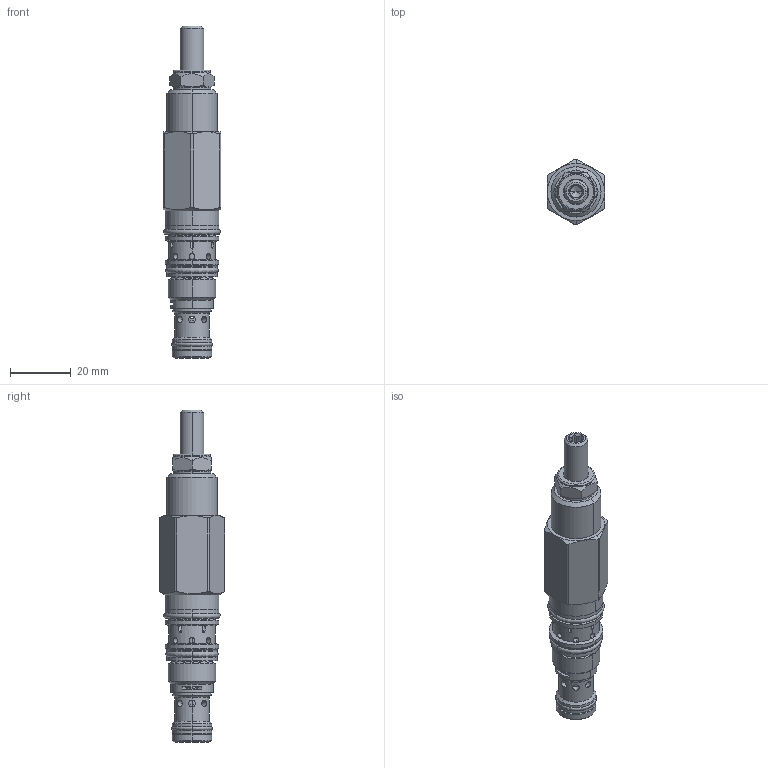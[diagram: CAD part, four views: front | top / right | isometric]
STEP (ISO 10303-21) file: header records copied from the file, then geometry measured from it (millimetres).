
FILE_DESCRIPTION((''),'2;1');
FILE_NAME('PRBB-LAN_PRT','2018-10-03T',('Administrator'),(''),'PRO/ENGINEER BY PARAMETRIC TECHNOLOGY CORPORATION, 2006240','PRO/ENGINEER BY PARAMETRIC TECHNOLOGY CORPORATION, 2006240','');
FILE_SCHEMA(('CONFIG_CONTROL_DESIGN'));
Length unit declared in the file: inch
Products named in the file (1): PRBB-LAN_PRT
Bounding box: 19.05 x 21.54 x 109.73 mm (x, y, z)
Volume: 16598.1 mm3; surface area: 13752.4 mm2
Topology: 6 solids, 6 shells, 609 faces, 1526 edges, 929 vertices
Faces by surface type: cylinder 288, plane 114, torus 98, cone 97, revolution 12
Entity records: 23420 total; most frequent: CARTESIAN_POINT 8808, DIRECTION 3106, ORIENTED_EDGE 3032, EDGE_CURVE 1516, AXIS2_PLACEMENT_3D 1335, VERTEX_POINT 929, CIRCLE 738, EDGE_LOOP 727
